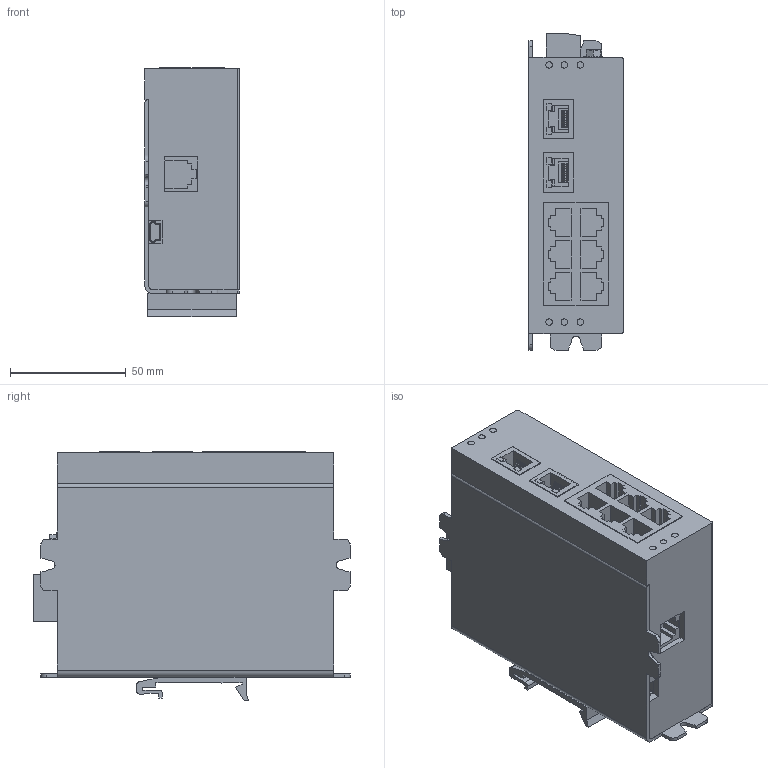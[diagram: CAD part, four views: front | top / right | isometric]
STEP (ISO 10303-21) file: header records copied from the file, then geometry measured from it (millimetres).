
FILE_DESCRIPTION (( 'STEP AP214' ), '1' );
FILE_NAME ('SE-SW8M.STEP', '2018-06-28T23:27:04', ( '' ), ( '' ), 'SwSTEP 2.0', 'SolidWorks 2017', '' );
FILE_SCHEMA (( 'AUTOMOTIVE_DESIGN' ));
Length unit declared in the file: inch
Products named in the file (1): SE-SW8M
Bounding box: 40.64 x 136.65 x 107.68 mm (x, y, z)
Volume: 474168.1 mm3; surface area: 85454.8 mm2
Topology: 3 solids, 3 shells, 486 faces, 1307 edges, 860 vertices
Faces by surface type: plane 436, cylinder 50
Full cylindrical faces by diameter (mm): 2.794 x6, 4.034 x4, 8.382 x1
Entity records: 21260 total; most frequent: CARTESIAN_POINT 2635, ORIENTED_EDGE 2584, DIRECTION 2386, EDGE_CURVE 1292, LINE 1172, VECTOR 1172, VERTEX_POINT 856, AXIS2_PLACEMENT_3D 607
